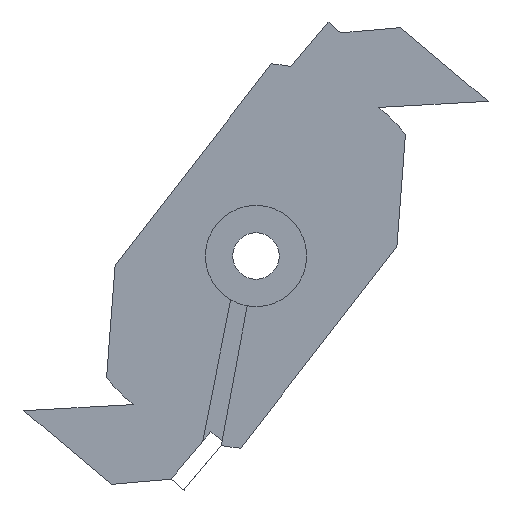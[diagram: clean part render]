
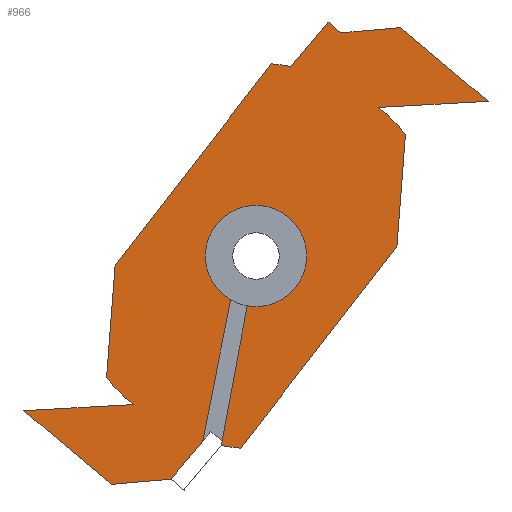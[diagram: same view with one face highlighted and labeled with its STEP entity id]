
A CAD part, left-side view. The second image highlights one B-rep face of the part: STEP entity #966.
In plain terms, the highlighted planar face has unit normal (-1, 0, 0).
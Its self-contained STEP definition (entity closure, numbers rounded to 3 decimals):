
#29=FACE_BOUND('',#119,.T.);
#30=FACE_BOUND('',#120,.T.);
#37=CIRCLE('',#1033,22.847);
#38=CIRCLE('',#1034,22.847);
#39=CIRCLE('',#1035,22.847);
#40=CIRCLE('',#1036,22.847);
#41=CIRCLE('',#1037,6.);
#42=CIRCLE('',#1038,22.847);
#66=FACE_OUTER_BOUND('',#118,.T.);
#118=EDGE_LOOP('',(#650,#651,#652,#653,#654,#655,#656,#657,#658,#659,#660,
#661,#662,#663,#664,#665,#666,#667));
#119=EDGE_LOOP('',(#668));
#120=EDGE_LOOP('',(#669,#670));
#178=LINE('',#1392,#293);
#180=LINE('',#1396,#295);
#183=LINE('',#1404,#298);
#184=LINE('',#1406,#299);
#185=LINE('',#1408,#300);
#186=LINE('',#1410,#301);
#187=LINE('',#1412,#302);
#188=LINE('',#1416,#303);
#189=LINE('',#1418,#304);
#190=LINE('',#1422,#305);
#191=LINE('',#1424,#306);
#192=LINE('',#1426,#307);
#193=LINE('',#1428,#308);
#194=LINE('',#1430,#309);
#195=LINE('',#1436,#310);
#293=VECTOR('',#1115,10.);
#295=VECTOR('',#1119,10.);
#298=VECTOR('',#1126,10.);
#299=VECTOR('',#1127,10.);
#300=VECTOR('',#1128,10.);
#301=VECTOR('',#1129,10.);
#302=VECTOR('',#1130,10.);
#303=VECTOR('',#1133,10.);
#304=VECTOR('',#1134,10.);
#305=VECTOR('',#1137,10.);
#306=VECTOR('',#1138,10.);
#307=VECTOR('',#1139,10.);
#308=VECTOR('',#1140,10.);
#309=VECTOR('',#1141,10.);
#310=VECTOR('',#1146,10.);
#408=VERTEX_POINT('',#1389);
#409=VERTEX_POINT('',#1391);
#410=VERTEX_POINT('',#1395);
#412=VERTEX_POINT('',#1401);
#413=VERTEX_POINT('',#1403);
#414=VERTEX_POINT('',#1405);
#415=VERTEX_POINT('',#1407);
#416=VERTEX_POINT('',#1409);
#417=VERTEX_POINT('',#1411);
#418=VERTEX_POINT('',#1413);
#419=VERTEX_POINT('',#1415);
#420=VERTEX_POINT('',#1417);
#421=VERTEX_POINT('',#1419);
#422=VERTEX_POINT('',#1421);
#423=VERTEX_POINT('',#1423);
#424=VERTEX_POINT('',#1425);
#425=VERTEX_POINT('',#1427);
#426=VERTEX_POINT('',#1429);
#427=VERTEX_POINT('',#1432);
#428=VERTEX_POINT('',#1434);
#429=VERTEX_POINT('',#1435);
#502=EDGE_CURVE('',#408,#409,#178,.T.);
#504=EDGE_CURVE('',#410,#409,#180,.T.);
#507=EDGE_CURVE('',#412,#408,#37,.T.);
#508=EDGE_CURVE('',#412,#413,#183,.T.);
#509=EDGE_CURVE('',#414,#413,#184,.T.);
#510=EDGE_CURVE('',#415,#414,#185,.T.);
#511=EDGE_CURVE('',#415,#416,#186,.T.);
#512=EDGE_CURVE('',#416,#417,#187,.T.);
#513=EDGE_CURVE('',#418,#417,#38,.T.);
#514=EDGE_CURVE('',#418,#419,#188,.T.);
#515=EDGE_CURVE('',#420,#419,#189,.T.);
#516=EDGE_CURVE('',#421,#420,#39,.T.);
#517=EDGE_CURVE('',#422,#421,#190,.T.);
#518=EDGE_CURVE('',#422,#423,#191,.T.);
#519=EDGE_CURVE('',#424,#423,#192,.T.);
#520=EDGE_CURVE('',#424,#425,#193,.T.);
#521=EDGE_CURVE('',#425,#426,#194,.T.);
#522=EDGE_CURVE('',#410,#426,#40,.T.);
#523=EDGE_CURVE('',#427,#427,#41,.T.);
#524=EDGE_CURVE('',#428,#429,#195,.F.);
#525=EDGE_CURVE('',#429,#428,#42,.T.);
#650=ORIENTED_EDGE('',*,*,#502,.F.);
#651=ORIENTED_EDGE('',*,*,#507,.F.);
#652=ORIENTED_EDGE('',*,*,#508,.T.);
#653=ORIENTED_EDGE('',*,*,#509,.F.);
#654=ORIENTED_EDGE('',*,*,#510,.F.);
#655=ORIENTED_EDGE('',*,*,#511,.T.);
#656=ORIENTED_EDGE('',*,*,#512,.T.);
#657=ORIENTED_EDGE('',*,*,#513,.F.);
#658=ORIENTED_EDGE('',*,*,#514,.T.);
#659=ORIENTED_EDGE('',*,*,#515,.F.);
#660=ORIENTED_EDGE('',*,*,#516,.F.);
#661=ORIENTED_EDGE('',*,*,#517,.F.);
#662=ORIENTED_EDGE('',*,*,#518,.T.);
#663=ORIENTED_EDGE('',*,*,#519,.F.);
#664=ORIENTED_EDGE('',*,*,#520,.T.);
#665=ORIENTED_EDGE('',*,*,#521,.T.);
#666=ORIENTED_EDGE('',*,*,#522,.F.);
#667=ORIENTED_EDGE('',*,*,#504,.T.);
#668=ORIENTED_EDGE('',*,*,#523,.T.);
#669=ORIENTED_EDGE('',*,*,#524,.F.);
#670=ORIENTED_EDGE('',*,*,#525,.F.);
#928=PLANE('',#1032);
#966=ADVANCED_FACE('',(#66,#29,#30),#928,.F.);
#1032=AXIS2_PLACEMENT_3D('',#1400,#1122,#1123);
#1033=AXIS2_PLACEMENT_3D('',#1402,#1124,#1125);
#1034=AXIS2_PLACEMENT_3D('',#1414,#1131,#1132);
#1035=AXIS2_PLACEMENT_3D('',#1420,#1135,#1136);
#1036=AXIS2_PLACEMENT_3D('',#1431,#1142,#1143);
#1037=AXIS2_PLACEMENT_3D('',#1433,#1144,#1145);
#1038=AXIS2_PLACEMENT_3D('',#1437,#1147,#1148);
#1115=DIRECTION('',(0.,0.076,-0.997));
#1119=DIRECTION('',(0.,-0.613,0.79));
#1122=DIRECTION('center_axis',(1.,0.,0.));
#1123=DIRECTION('ref_axis',(0.,1.,0.));
#1124=DIRECTION('center_axis',(1.,0.,0.));
#1125=DIRECTION('ref_axis',(0.,1.,0.));
#1126=DIRECTION('',(0.,-0.998,0.056));
#1127=DIRECTION('',(0.,-0.766,-0.643));
#1128=DIRECTION('',(0.,-0.996,0.087));
#1129=DIRECTION('',(0.,0.766,0.643));
#1130=DIRECTION('',(0.,0.643,-0.766));
#1131=DIRECTION('center_axis',(1.,0.,0.));
#1132=DIRECTION('ref_axis',(0.,1.,0.));
#1133=DIRECTION('',(0.,0.613,-0.79));
#1134=DIRECTION('',(0.,-0.076,0.997));
#1135=DIRECTION('center_axis',(1.,0.,0.));
#1136=DIRECTION('ref_axis',(0.,1.,0.));
#1137=DIRECTION('',(0.,-0.998,0.056));
#1138=DIRECTION('',(0.,-0.766,-0.643));
#1139=DIRECTION('',(0.,0.996,-0.087));
#1140=DIRECTION('',(0.,-0.766,-0.643));
#1141=DIRECTION('',(0.,-0.643,0.766));
#1142=DIRECTION('center_axis',(1.,0.,0.));
#1143=DIRECTION('ref_axis',(0.,1.,0.));
#1144=DIRECTION('center_axis',(1.,0.,0.));
#1145=DIRECTION('ref_axis',(0.,-1.,0.));
#1146=DIRECTION('',(0.,0.882,0.471));
#1147=DIRECTION('center_axis',(1.,0.,0.));
#1148=DIRECTION('ref_axis',(0.,1.,0.));
#1389=CARTESIAN_POINT('',(827.,-23.711,48.433));
#1391=CARTESIAN_POINT('',(827.,-22.7,35.12));
#1392=CARTESIAN_POINT('',(827.,-22.863,37.261));
#1395=CARTESIAN_POINT('',(827.,-4.179,11.225));
#1396=CARTESIAN_POINT('',(827.,-21.745,33.889));
#1400=CARTESIAN_POINT('Origin',(827.,-6.,34.));
#1401=CARTESIAN_POINT('',(827.,-20.561,51.606));
#1402=CARTESIAN_POINT('Origin',(827.,-6.,34.));
#1403=CARTESIAN_POINT('',(827.,-33.512,52.333));
#1404=CARTESIAN_POINT('',(827.,-20.784,51.619));
#1405=CARTESIAN_POINT('',(827.,-23.108,61.063));
#1406=CARTESIAN_POINT('',(827.,-19.277,64.277));
#1407=CARTESIAN_POINT('',(827.,-16.063,60.447));
#1408=CARTESIAN_POINT('',(827.,-11.683,60.064));
#1409=CARTESIAN_POINT('',(827.,-14.531,61.733));
#1410=CARTESIAN_POINT('',(827.,-16.063,60.447));
#1411=CARTESIAN_POINT('',(827.,-10.118,56.473));
#1412=CARTESIAN_POINT('',(827.,-10.768,57.247));
#1413=CARTESIAN_POINT('',(827.,-7.821,56.775));
#1414=CARTESIAN_POINT('Origin',(827.,-6.,34.));
#1415=CARTESIAN_POINT('',(827.,10.7,32.88));
#1416=CARTESIAN_POINT('',(827.,9.745,34.111));
#1417=CARTESIAN_POINT('',(827.,11.711,19.567));
#1418=CARTESIAN_POINT('',(827.,10.863,30.739));
#1419=CARTESIAN_POINT('',(827.,8.561,16.394));
#1420=CARTESIAN_POINT('Origin',(827.,-6.,34.));
#1421=CARTESIAN_POINT('',(827.,21.512,15.667));
#1422=CARTESIAN_POINT('',(827.,21.512,15.667));
#1423=CARTESIAN_POINT('',(827.,11.108,6.937));
#1424=CARTESIAN_POINT('',(827.,21.512,15.667));
#1425=CARTESIAN_POINT('',(827.,4.063,7.553));
#1426=CARTESIAN_POINT('',(827.,-0.317,7.936));
#1427=CARTESIAN_POINT('',(827.,2.531,6.267));
#1428=CARTESIAN_POINT('',(827.,4.063,7.553));
#1429=CARTESIAN_POINT('',(827.,-1.882,11.527));
#1430=CARTESIAN_POINT('',(827.,-1.23,10.75));
#1431=CARTESIAN_POINT('Origin',(827.,-6.,34.));
#1432=CARTESIAN_POINT('',(827.,0.,34.));
#1433=CARTESIAN_POINT('Origin',(827.,-6.,34.));
#1434=CARTESIAN_POINT('',(827.,0.315,12.043));
#1435=CARTESIAN_POINT('',(827.,0.301,12.037));
#1436=CARTESIAN_POINT('',(827.,6.615,15.404));
#1437=CARTESIAN_POINT('Origin',(827.,-6.,34.));
